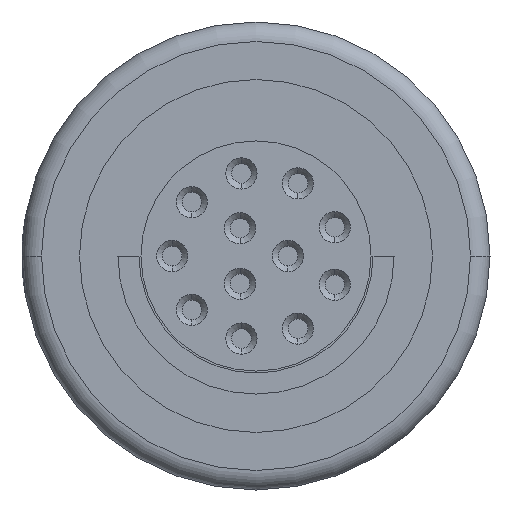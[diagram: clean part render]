
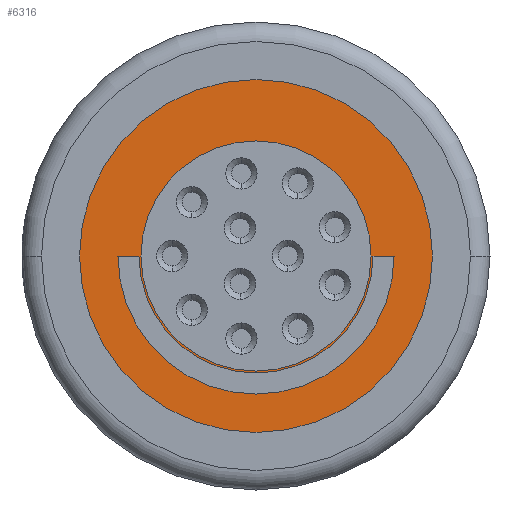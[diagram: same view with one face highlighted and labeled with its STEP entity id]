
A CAD part, left-side view. The second image highlights one B-rep face of the part: STEP entity #6316.
In plain terms, the highlighted planar face has unit normal (-1, 0, 0).
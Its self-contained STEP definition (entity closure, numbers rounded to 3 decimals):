
#1219=CARTESIAN_POINT('',(0.,0.,0.));
#1220=DIRECTION('',(-1.,0.,0.));
#1221=DIRECTION('',(0.,1.,0.));
#1222=AXIS2_PLACEMENT_3D('',#1219,#1220,#1221);
#1227=CARTESIAN_POINT('',(0.,0.,0.));
#1228=DIRECTION('',(1.,0.,0.));
#1229=DIRECTION('',(0.,1.,0.));
#1230=AXIS2_PLACEMENT_3D('',#1227,#1228,#1229);
#1235=DIRECTION('',(0.,1.,0.));
#1236=VECTOR('',#1235,0.54);
#1237=CARTESIAN_POINT('',(0.,-3.54,0.));
#1238=LINE('',#1237,#1236);
#1242=CARTESIAN_POINT('',(0.,0.,0.));
#1243=DIRECTION('',(-1.,0.,0.));
#1244=DIRECTION('',(0.,1.,0.));
#1245=AXIS2_PLACEMENT_3D('',#1242,#1243,#1244);
#1250=DIRECTION('',(0.,1.,0.));
#1251=VECTOR('',#1250,0.54);
#1252=CARTESIAN_POINT('',(0.,3.,0.));
#1253=LINE('',#1252,#1251);
#1257=CARTESIAN_POINT('',(0.,0.,0.));
#1258=DIRECTION('',(-1.,0.,0.));
#1259=DIRECTION('',(0.,1.,0.));
#1260=AXIS2_PLACEMENT_3D('',#1257,#1258,#1259);
#1265=CARTESIAN_POINT('',(0.,0.,0.));
#1266=DIRECTION('',(1.,0.,0.));
#1267=DIRECTION('',(0.,0.,-1.));
#1268=AXIS2_PLACEMENT_3D('',#1265,#1266,#1267);
#1273=CARTESIAN_POINT('',(0.,0.,0.));
#1274=DIRECTION('',(1.,0.,0.));
#1275=DIRECTION('',(0.,0.,1.));
#1276=AXIS2_PLACEMENT_3D('',#1273,#1274,#1275);
#4587=CARTESIAN_POINT('',(0.,0.,-2.95));
#4588=VERTEX_POINT('',#4587);
#4589=CARTESIAN_POINT('',(0.,0.,2.95));
#4590=VERTEX_POINT('',#4589);
#5036=CARTESIAN_POINT('',(0.,4.525,0.));
#5038=VERTEX_POINT('',#5036);
#5044=CARTESIAN_POINT('',(0.,-4.525,0.));
#5046=VERTEX_POINT('',#5044);
#5139=CARTESIAN_POINT('',(0.,-3.54,0.));
#5140=VERTEX_POINT('',#5139);
#5141=CARTESIAN_POINT('',(0.,-3.,0.));
#5142=VERTEX_POINT('',#5141);
#5143=CARTESIAN_POINT('',(0.,3.,0.));
#5144=VERTEX_POINT('',#5143);
#5145=CARTESIAN_POINT('',(0.,3.54,0.));
#5146=VERTEX_POINT('',#5145);
#6291=CARTESIAN_POINT('',(0.,0.,0.));
#6292=DIRECTION('',(1.,0.,0.));
#6293=DIRECTION('',(0.,0.,-1.));
#6294=AXIS2_PLACEMENT_3D('',#6291,#6292,#6293);
#6295=PLANE('',#6294);
#6296=ORIENTED_EDGE('',*,*,#6284,.F.);
#6297=ORIENTED_EDGE('',*,*,#6273,.T.);
#6298=EDGE_LOOP('',(#6296,#6297));
#6299=FACE_OUTER_BOUND('',#6298,.F.);
#6301=ORIENTED_EDGE('',*,*,#6300,.T.);
#6303=ORIENTED_EDGE('',*,*,#6302,.F.);
#6305=ORIENTED_EDGE('',*,*,#6304,.T.);
#6307=ORIENTED_EDGE('',*,*,#6306,.T.);
#6308=EDGE_LOOP('',(#6301,#6303,#6305,#6307));
#6309=FACE_BOUND('',#6308,.F.);
#6311=ORIENTED_EDGE('',*,*,#6310,.F.);
#6313=ORIENTED_EDGE('',*,*,#6312,.F.);
#6314=EDGE_LOOP('',(#6311,#6313));
#6315=FACE_BOUND('',#6314,.F.);
#1223=CIRCLE('',#1222,4.525);
#1231=CIRCLE('',#1230,4.525);
#1246=CIRCLE('',#1245,3.);
#1261=CIRCLE('',#1260,3.54);
#1269=CIRCLE('',#1268,2.95);
#1277=CIRCLE('',#1276,2.95);
#6273=EDGE_CURVE('',#5038,#5046,#1231,.T.);
#6284=EDGE_CURVE('',#5038,#5046,#1223,.T.);
#6300=EDGE_CURVE('',#5140,#5142,#1238,.T.);
#6302=EDGE_CURVE('',#5144,#5142,#1246,.T.);
#6304=EDGE_CURVE('',#5144,#5146,#1253,.T.);
#6306=EDGE_CURVE('',#5146,#5140,#1261,.T.);
#6310=EDGE_CURVE('',#4588,#4590,#1269,.T.);
#6312=EDGE_CURVE('',#4590,#4588,#1277,.T.);
#6316=ADVANCED_FACE('',(#6299,#6309,#6315),#6295,.F.);
